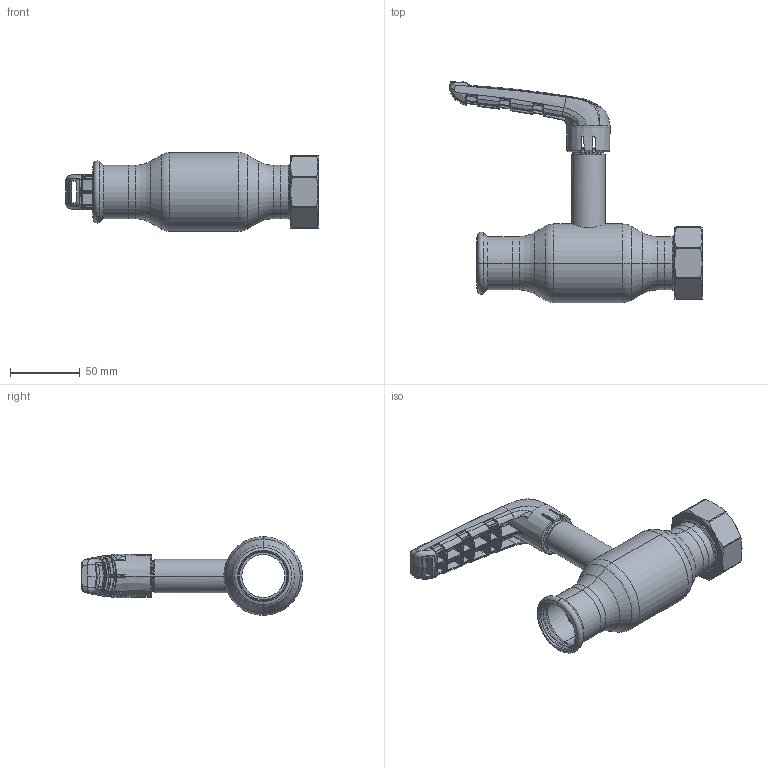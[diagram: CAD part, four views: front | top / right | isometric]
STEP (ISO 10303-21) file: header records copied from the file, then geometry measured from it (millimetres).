
FILE_DESCRIPTION (( 'STEP AP214' ), '1' );
FILE_NAME ('1032001401-xxxx.step', '2019-05-09T09:38:07', ( '' ), ( '' ), 'SwSTEP 2.0', 'SolidWorks 2017', '' );
FILE_SCHEMA (( 'AUTOMOTIVE_DESIGN' ));
Length unit declared in the file: millimetre
Products named in the file (1): 1032001401-xxxx
Bounding box: 181.47 x 158.81 x 56.5 mm (x, y, z)
Surface area: 59514.6 mm2 (no closed solid volume)
Topology: 0 solids, 13 shells, 734 faces, 2471 edges, 1634 vertices
Faces by surface type: bspline 558, plane 60, cylinder 52, cone 39, torus 23, sphere 2
Entity records: 57572 total; most frequent: CARTESIAN_POINT 33678, ORIENTED_EDGE 3962, EDGE_CURVE 2461, DIRECTION 1721, B_SPLINE_CURVE_WITH_KNOTS 1687, VERTEX_POINT 1632, AXIS2_PLACEMENT_3D 772, EDGE_LOOP 760
